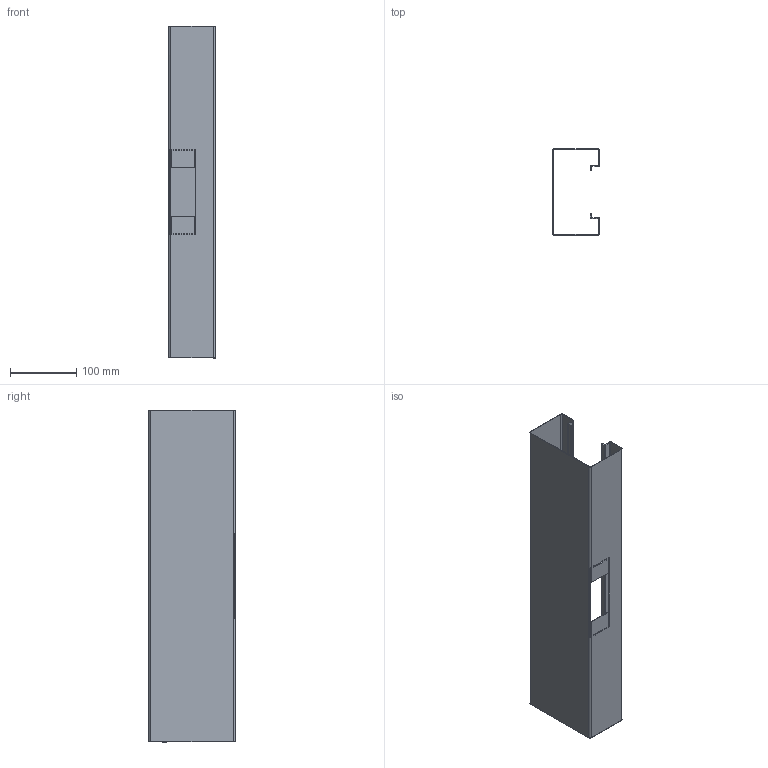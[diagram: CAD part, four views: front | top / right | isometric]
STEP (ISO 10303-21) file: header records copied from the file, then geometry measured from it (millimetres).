
FILE_DESCRIPTION (( 'STEP AP214' ), '1' );
FILE_NAME ('6277260.stp', '2016-05-26T09:55:45', ( '' ), ( '' ), 'SwSTEP 2.0', 'SolidWorks 2014', '' );
FILE_SCHEMA (( 'AUTOMOTIVE_DESIGN' ));
Length unit declared in the file: millimetre
Products named in the file (1): 6277260
Bounding box: 70 x 130 x 500 mm (x, y, z)
Volume: 171279.4 mm3; surface area: 344801.1 mm2
Topology: 1 solids, 1 shells, 141 faces, 339 edges, 198 vertices
Faces by surface type: plane 90, cylinder 49, bspline 2
Entity records: 4293 total; most frequent: CARTESIAN_POINT 925, DIRECTION 709, ORIENTED_EDGE 678, EDGE_CURVE 339, AXIS2_PLACEMENT_3D 238, VECTOR 233, LINE 233, VERTEX_POINT 198
